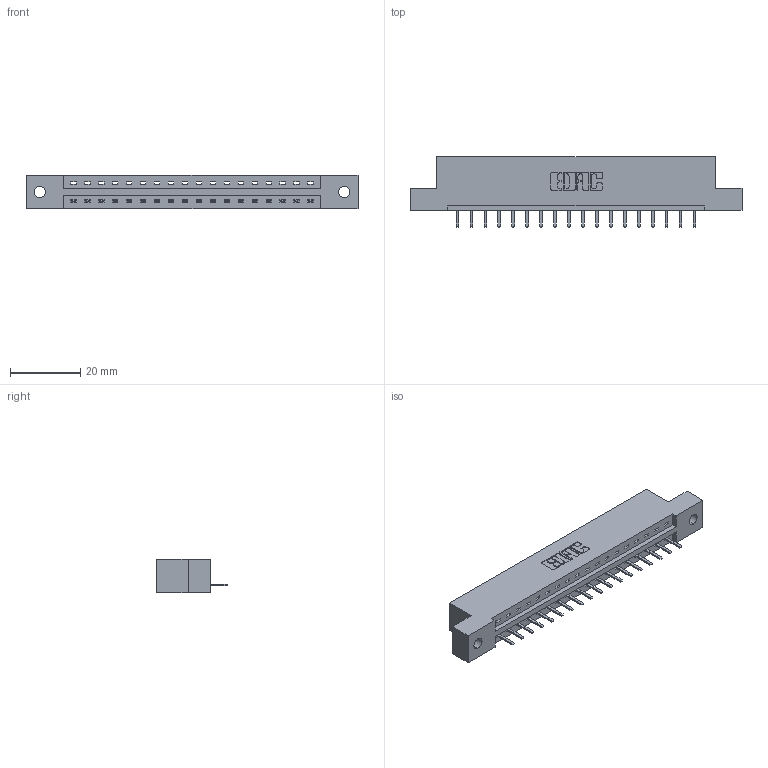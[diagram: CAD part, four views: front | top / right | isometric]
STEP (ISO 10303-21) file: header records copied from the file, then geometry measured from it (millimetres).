
FILE_DESCRIPTION (( 'STEP AP203' ), '1' );
FILE_NAME ('337-018-520-102.STEP', '2019-09-28T19:34:20', ( '' ), ( '' ), 'SwSTEP 2.0', 'SolidWorks 2016', '' );
FILE_SCHEMA (( 'CONFIG_CONTROL_DESIGN' ));
Length unit declared in the file: inch
Products named in the file (3): 337-018-520-102; 337 Part_Flush Mounting Lugs - 0.128 Dia; 345-292-001_345-293-120
Assembly tree (19 placements, depth 2):
  337-018-520-102
    337 Part_Flush Mounting Lugs - 0.128 Dia
    345-292-001_345-293-120  x18
Bounding box: 94.34 x 20.02 x 9.4 mm (x, y, z)
Volume: 9415.8 mm3; surface area: 9140.4 mm2
Topology: 19 solids, 19 shells, 1302 faces, 3839 edges, 2510 vertices
Faces by surface type: plane 934, cylinder 368
Entity records: 16601 total; most frequent: CARTESIAN_POINT 2908, ORIENTED_EDGE 2850, DIRECTION 2485, EDGE_CURVE 1425, LINE 1293, VECTOR 1293, VERTEX_POINT 946, AXIS2_PLACEMENT_3D 596
